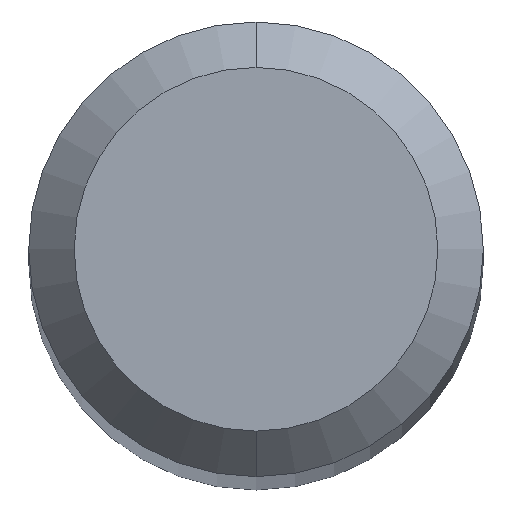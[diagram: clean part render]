
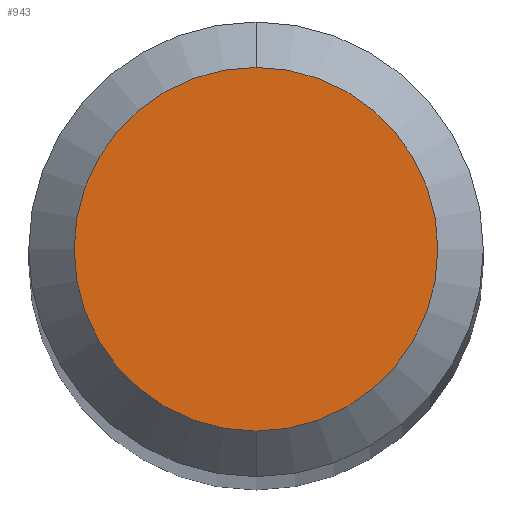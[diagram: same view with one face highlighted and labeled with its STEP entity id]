
A CAD part, top view. The second image highlights one B-rep face of the part: STEP entity #943.
In plain terms, the highlighted planar face has unit normal (0, 0, 1).
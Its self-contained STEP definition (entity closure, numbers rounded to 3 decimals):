
#493=EDGE_CURVE('',#661,#795,#1143,.T.);
#567=EDGE_CURVE('',#795,#661,#1222,.T.);
#661=VERTEX_POINT('',#1327);
#795=VERTEX_POINT('',#1476);
#943=ADVANCED_FACE('',(#1635),#1636,.T.);
#1143=CIRCLE('',#3206,1.2);
#1222=CIRCLE('',#3707,1.2);
#1327=CARTESIAN_POINT('',(0.0,1.2,0.0));
#1476=CARTESIAN_POINT('',(0.,-1.2,0.0));
#1635=FACE_OUTER_BOUND('',#7269,.T.);
#1636=PLANE('',#7270);
#3206=AXIS2_PLACEMENT_3D('',#7523,#7524,#7525);
#3707=AXIS2_PLACEMENT_3D('',#7586,#7587,#7588);
#7269=EDGE_LOOP('',(#8052,#8053));
#7270=AXIS2_PLACEMENT_3D('',#8054,#8055,#8056);
#7523=CARTESIAN_POINT('',(0.0,0.0,0.0));
#7524=DIRECTION('',(0.0,0.0,-1.0));
#7525=DIRECTION('',(0.0,1.0,0.0));
#7586=CARTESIAN_POINT('',(0.0,0.0,0.0));
#7587=DIRECTION('',(0.0,0.0,-1.0));
#7588=DIRECTION('',(0.0,1.0,0.0));
#8052=ORIENTED_EDGE('',*,*,#493,.F.);
#8053=ORIENTED_EDGE('',*,*,#567,.F.);
#8054=CARTESIAN_POINT('',(0.0,0.6,0.0));
#8055=DIRECTION('',(-0.0,0.0,1.0));
#8056=DIRECTION('',(0.0,-1.0,0.0));
